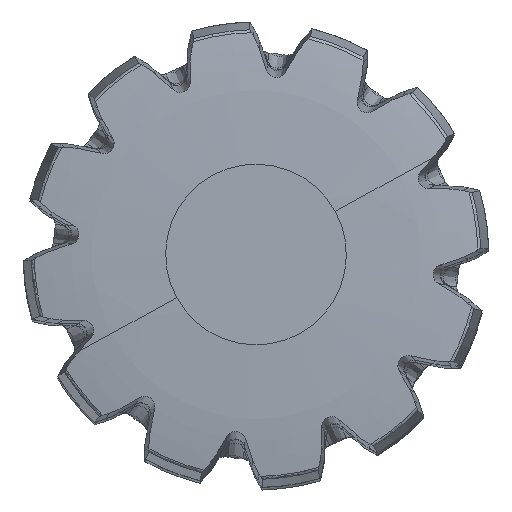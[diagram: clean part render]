
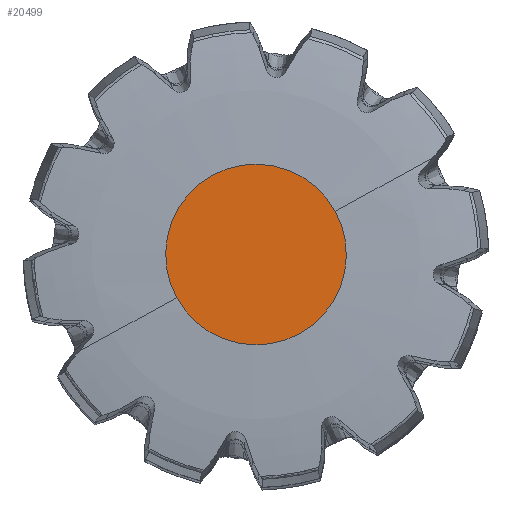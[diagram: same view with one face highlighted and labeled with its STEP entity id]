
A CAD part, top view. The second image highlights one B-rep face of the part: STEP entity #20499.
In plain terms, the highlighted planar face has unit normal (0, 0, 1).
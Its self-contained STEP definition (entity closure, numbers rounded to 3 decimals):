
#15379=CARTESIAN_POINT('Vertex',(4.651,2.541,31.97)) ;
#15382=CARTESIAN_POINT('Axis2P3D Location',(0.,0.,31.97)) ;
#15386=CARTESIAN_POINT('Vertex',(-4.651,-2.541,31.97)) ;
#20430=CARTESIAN_POINT('Axis2P3D Location',(0.,0.,31.97)) ;
#20490=CARTESIAN_POINT('Axis2P3D Location',(0.,0.,31.97)) ;
#15383=DIRECTION('Axis2P3D Direction',(0.,0.,1.)) ;
#20431=DIRECTION('Axis2P3D Direction',(0.,0.,1.)) ;
#20491=DIRECTION('Axis2P3D Direction',(0.,0.,1.)) ;
#20492=DIRECTION('Axis2P3D XDirection',(1.,0.,0.)) ;
#15384=AXIS2_PLACEMENT_3D('Circle Axis2P3D',#15382,#15383,$) ;
#20432=AXIS2_PLACEMENT_3D('Circle Axis2P3D',#20430,#20431,$) ;
#20493=AXIS2_PLACEMENT_3D('Plane Axis2P3D',#20490,#20491,#20492) ;
#20496=ORIENTED_EDGE('',*,*,#20434,.T.) ;
#20497=ORIENTED_EDGE('',*,*,#15388,.T.) ;
#20499=ADVANCED_FACE('Corps principal',(#20498),#20494,.T.) ;
#15385=CIRCLE('generated circle',#15384,5.3) ;
#20433=CIRCLE('generated circle',#20432,5.3) ;
#15388=EDGE_CURVE('',#15387,#15380,#15385,.T.) ;
#20434=EDGE_CURVE('',#15380,#15387,#20433,.T.) ;
#20495=EDGE_LOOP('',(#20496,#20497)) ;
#20498=FACE_OUTER_BOUND('',#20495,.T.) ;
#20494=PLANE('Plane',#20493) ;
#15380=VERTEX_POINT('',#15379) ;
#15387=VERTEX_POINT('',#15386) ;
